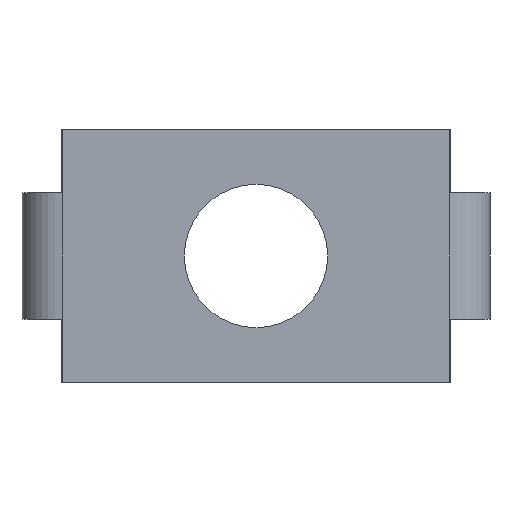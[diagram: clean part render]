
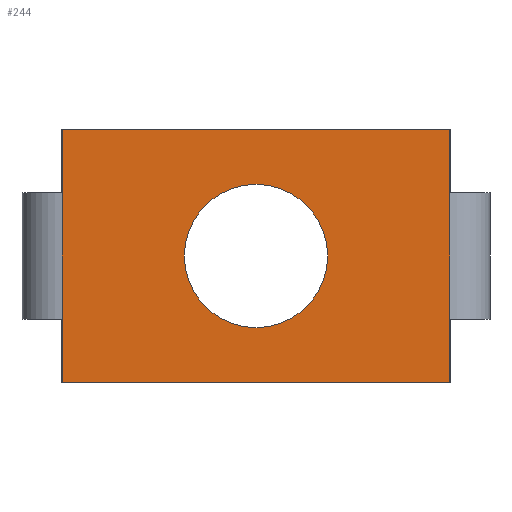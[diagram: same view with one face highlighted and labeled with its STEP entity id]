
A CAD part, front view. The second image highlights one B-rep face of the part: STEP entity #244.
In plain terms, the highlighted planar face has unit normal (0, -1, 0).
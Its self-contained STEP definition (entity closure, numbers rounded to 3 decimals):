
#4 = CARTESIAN_POINT ( 'NONE',  ( 0., -1.4, 0. ) ) ;
#30 = EDGE_LOOP ( 'NONE', ( #515, #76 ) ) ;
#59 = CARTESIAN_POINT ( 'NONE',  ( 0., -1.4, 4.25 ) ) ;
#70 = CIRCLE ( 'NONE', #907, 4.25 ) ;
#76 = ORIENTED_EDGE ( 'NONE', *, *, #634, .T. ) ;
#92 = AXIS2_PLACEMENT_3D ( 'NONE', #4, #259, #334 ) ;
#104 = ORIENTED_EDGE ( 'NONE', *, *, #565, .F. ) ;
#129 = AXIS2_PLACEMENT_3D ( 'NONE', #862, #450, #265 ) ;
#134 = LINE ( 'NONE', #556, #299 ) ;
#147 = CARTESIAN_POINT ( 'NONE',  ( -11.5, -1.4, 7.5 ) ) ;
#180 = EDGE_CURVE ( 'NONE', #865, #689, #294, .T. ) ;
#181 = ORIENTED_EDGE ( 'NONE', *, *, #716, .F. ) ;
#205 = FACE_BOUND ( 'NONE', #30, .T. ) ;
#209 = CARTESIAN_POINT ( 'NONE',  ( 11.475, -1.4, 7.5 ) ) ;
#211 = VERTEX_POINT ( 'NONE', #937 ) ;
#234 = CARTESIAN_POINT ( 'NONE',  ( -11.475, -1.4, 0. ) ) ;
#244 = ADVANCED_FACE ( 'NONE', ( #205, #609 ), #702, .T. ) ;
#250 = CARTESIAN_POINT ( 'NONE',  ( -11.5, -1.4, -7.5 ) ) ;
#259 = DIRECTION ( 'NONE',  ( 0., 1., 0. ) ) ;
#265 = DIRECTION ( 'NONE',  ( 0., 0., -1. ) ) ;
#294 = CIRCLE ( 'NONE', #92, 4.25 ) ;
#299 = VECTOR ( 'NONE', #309, 1000. ) ;
#302 = CARTESIAN_POINT ( 'NONE',  ( -11.475, -1.4, 7.5 ) ) ;
#309 = DIRECTION ( 'NONE',  ( 0., 0., 1. ) ) ;
#326 = CARTESIAN_POINT ( 'NONE',  ( 0., -1.4, -4.25 ) ) ;
#334 = DIRECTION ( 'NONE',  ( 0., 0., 1. ) ) ;
#349 = ORIENTED_EDGE ( 'NONE', *, *, #560, .F. ) ;
#354 = ORIENTED_EDGE ( 'NONE', *, *, #381, .T. ) ;
#381 = EDGE_CURVE ( 'NONE', #211, #446, #134, .T. ) ;
#415 = EDGE_LOOP ( 'NONE', ( #181, #354, #104, #349 ) ) ;
#446 = VERTEX_POINT ( 'NONE', #209 ) ;
#450 = DIRECTION ( 'NONE',  ( 0., -1., 0. ) ) ;
#509 = DIRECTION ( 'NONE',  ( 0., 1., 0. ) ) ;
#515 = ORIENTED_EDGE ( 'NONE', *, *, #180, .T. ) ;
#554 = LINE ( 'NONE', #234, #787 ) ;
#556 = CARTESIAN_POINT ( 'NONE',  ( 11.475, -1.4, 0. ) ) ;
#558 = LINE ( 'NONE', #147, #1066 ) ;
#560 = EDGE_CURVE ( 'NONE', #774, #1011, #554, .T. ) ;
#565 = EDGE_CURVE ( 'NONE', #1011, #446, #558, .T. ) ;
#579 = DIRECTION ( 'NONE',  ( -1., 0., 0. ) ) ;
#598 = CARTESIAN_POINT ( 'NONE',  ( -11.475, -1.4, -7.5 ) ) ;
#609 = FACE_OUTER_BOUND ( 'NONE', #415, .T. ) ;
#634 = EDGE_CURVE ( 'NONE', #689, #865, #70, .T. ) ;
#689 = VERTEX_POINT ( 'NONE', #326 ) ;
#702 = PLANE ( 'NONE',  #129 ) ;
#716 = EDGE_CURVE ( 'NONE', #211, #774, #1004, .T. ) ;
#774 = VERTEX_POINT ( 'NONE', #598 ) ;
#787 = VECTOR ( 'NONE', #898, 1000. ) ;
#794 = VECTOR ( 'NONE', #579, 1000. ) ;
#862 = CARTESIAN_POINT ( 'NONE',  ( 0., -1.4, 0. ) ) ;
#865 = VERTEX_POINT ( 'NONE', #59 ) ;
#898 = DIRECTION ( 'NONE',  ( 0., 0., 1. ) ) ;
#907 = AXIS2_PLACEMENT_3D ( 'NONE', #933, #509, #925 ) ;
#925 = DIRECTION ( 'NONE',  ( 0., 0., 1. ) ) ;
#933 = CARTESIAN_POINT ( 'NONE',  ( 0., -1.4, 0. ) ) ;
#937 = CARTESIAN_POINT ( 'NONE',  ( 11.475, -1.4, -7.5 ) ) ;
#1004 = LINE ( 'NONE', #250, #794 ) ;
#1011 = VERTEX_POINT ( 'NONE', #302 ) ;
#1066 = VECTOR ( 'NONE', #1073, 1000. ) ;
#1073 = DIRECTION ( 'NONE',  ( 1., 0., 0. ) ) ;
